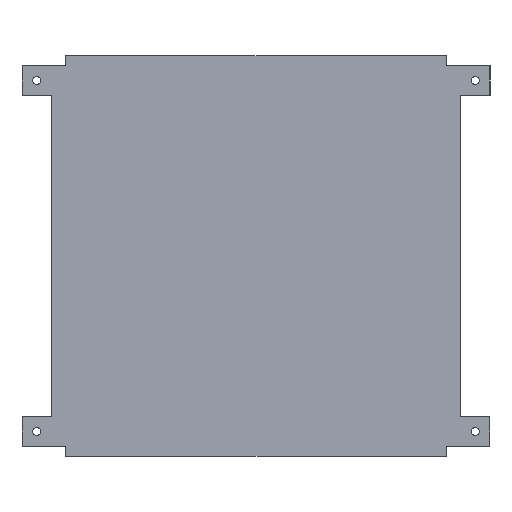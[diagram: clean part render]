
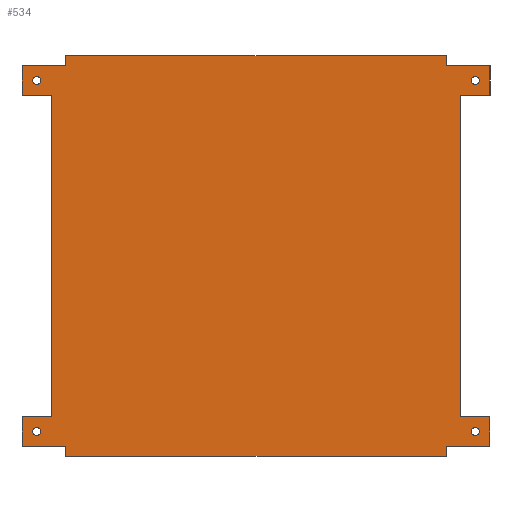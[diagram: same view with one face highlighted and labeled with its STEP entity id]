
A CAD part, left-side view. The second image highlights one B-rep face of the part: STEP entity #534.
In plain terms, the highlighted planar face has unit normal (-1, 0, 0).
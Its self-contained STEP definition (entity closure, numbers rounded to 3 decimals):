
#19=FACE_BOUND('',#101,.T.);
#20=FACE_BOUND('',#102,.T.);
#21=FACE_BOUND('',#103,.T.);
#22=FACE_BOUND('',#104,.T.);
#44=PLANE('',#582);
#70=FACE_OUTER_BOUND('',#100,.T.);
#100=EDGE_LOOP('',(#481,#482,#483,#484,#485,#486,#487,#488,#489,#490,#491,
#492,#493,#494,#495,#496,#497,#498,#499,#500));
#101=EDGE_LOOP('',(#501));
#102=EDGE_LOOP('',(#502));
#103=EDGE_LOOP('',(#503));
#104=EDGE_LOOP('',(#504));
#111=LINE('',#749,#175);
#114=LINE('',#755,#178);
#117=LINE('',#761,#181);
#120=LINE('',#767,#184);
#123=LINE('',#773,#187);
#126=LINE('',#779,#190);
#129=LINE('',#785,#193);
#132=LINE('',#791,#196);
#135=LINE('',#797,#199);
#138=LINE('',#803,#202);
#141=LINE('',#809,#205);
#144=LINE('',#815,#208);
#147=LINE('',#821,#211);
#150=LINE('',#827,#214);
#153=LINE('',#833,#217);
#156=LINE('',#839,#220);
#159=LINE('',#845,#223);
#162=LINE('',#851,#226);
#165=LINE('',#857,#229);
#168=LINE('',#861,#232);
#175=VECTOR('',#617,10.);
#178=VECTOR('',#622,10.);
#181=VECTOR('',#627,10.);
#184=VECTOR('',#632,10.);
#187=VECTOR('',#637,10.);
#190=VECTOR('',#642,10.);
#193=VECTOR('',#647,10.);
#196=VECTOR('',#652,10.);
#199=VECTOR('',#657,10.);
#202=VECTOR('',#662,10.);
#205=VECTOR('',#667,10.);
#208=VECTOR('',#672,10.);
#211=VECTOR('',#677,10.);
#214=VECTOR('',#682,10.);
#217=VECTOR('',#687,10.);
#220=VECTOR('',#692,10.);
#223=VECTOR('',#697,10.);
#226=VECTOR('',#702,10.);
#229=VECTOR('',#707,10.);
#232=VECTOR('',#712,10.);
#234=CIRCLE('',#551,2.75);
#236=CIRCLE('',#554,2.75);
#238=CIRCLE('',#557,2.75);
#240=CIRCLE('',#560,2.75);
#242=VERTEX_POINT('',#721);
#244=VERTEX_POINT('',#727);
#246=VERTEX_POINT('',#733);
#248=VERTEX_POINT('',#739);
#251=VERTEX_POINT('',#746);
#252=VERTEX_POINT('',#748);
#254=VERTEX_POINT('',#754);
#256=VERTEX_POINT('',#760);
#258=VERTEX_POINT('',#766);
#260=VERTEX_POINT('',#772);
#262=VERTEX_POINT('',#778);
#264=VERTEX_POINT('',#784);
#266=VERTEX_POINT('',#790);
#268=VERTEX_POINT('',#796);
#270=VERTEX_POINT('',#802);
#272=VERTEX_POINT('',#808);
#274=VERTEX_POINT('',#814);
#276=VERTEX_POINT('',#820);
#278=VERTEX_POINT('',#826);
#280=VERTEX_POINT('',#832);
#282=VERTEX_POINT('',#838);
#284=VERTEX_POINT('',#844);
#286=VERTEX_POINT('',#850);
#288=VERTEX_POINT('',#856);
#291=EDGE_CURVE('',#242,#242,#234,.T.);
#294=EDGE_CURVE('',#244,#244,#236,.T.);
#297=EDGE_CURVE('',#246,#246,#238,.T.);
#300=EDGE_CURVE('',#248,#248,#240,.T.);
#303=EDGE_CURVE('',#252,#251,#111,.T.);
#306=EDGE_CURVE('',#254,#252,#114,.T.);
#309=EDGE_CURVE('',#256,#254,#117,.T.);
#312=EDGE_CURVE('',#258,#256,#120,.T.);
#315=EDGE_CURVE('',#260,#258,#123,.T.);
#318=EDGE_CURVE('',#262,#260,#126,.T.);
#321=EDGE_CURVE('',#264,#262,#129,.T.);
#324=EDGE_CURVE('',#266,#264,#132,.T.);
#327=EDGE_CURVE('',#268,#266,#135,.T.);
#330=EDGE_CURVE('',#270,#268,#138,.T.);
#333=EDGE_CURVE('',#272,#270,#141,.T.);
#336=EDGE_CURVE('',#274,#272,#144,.T.);
#339=EDGE_CURVE('',#276,#274,#147,.T.);
#342=EDGE_CURVE('',#278,#276,#150,.T.);
#345=EDGE_CURVE('',#280,#278,#153,.T.);
#348=EDGE_CURVE('',#282,#280,#156,.T.);
#351=EDGE_CURVE('',#284,#282,#159,.T.);
#354=EDGE_CURVE('',#286,#284,#162,.T.);
#357=EDGE_CURVE('',#288,#286,#165,.T.);
#360=EDGE_CURVE('',#251,#288,#168,.T.);
#481=ORIENTED_EDGE('',*,*,#360,.T.);
#482=ORIENTED_EDGE('',*,*,#357,.T.);
#483=ORIENTED_EDGE('',*,*,#354,.T.);
#484=ORIENTED_EDGE('',*,*,#351,.T.);
#485=ORIENTED_EDGE('',*,*,#348,.T.);
#486=ORIENTED_EDGE('',*,*,#345,.T.);
#487=ORIENTED_EDGE('',*,*,#342,.T.);
#488=ORIENTED_EDGE('',*,*,#339,.T.);
#489=ORIENTED_EDGE('',*,*,#336,.T.);
#490=ORIENTED_EDGE('',*,*,#333,.T.);
#491=ORIENTED_EDGE('',*,*,#330,.T.);
#492=ORIENTED_EDGE('',*,*,#327,.T.);
#493=ORIENTED_EDGE('',*,*,#324,.T.);
#494=ORIENTED_EDGE('',*,*,#321,.T.);
#495=ORIENTED_EDGE('',*,*,#318,.T.);
#496=ORIENTED_EDGE('',*,*,#315,.T.);
#497=ORIENTED_EDGE('',*,*,#312,.T.);
#498=ORIENTED_EDGE('',*,*,#309,.T.);
#499=ORIENTED_EDGE('',*,*,#306,.T.);
#500=ORIENTED_EDGE('',*,*,#303,.T.);
#501=ORIENTED_EDGE('',*,*,#291,.T.);
#502=ORIENTED_EDGE('',*,*,#294,.T.);
#503=ORIENTED_EDGE('',*,*,#297,.T.);
#504=ORIENTED_EDGE('',*,*,#300,.T.);
#534=ADVANCED_FACE('',(#70,#19,#20,#21,#22),#44,.T.);
#551=AXIS2_PLACEMENT_3D('',#723,#590,#591);
#554=AXIS2_PLACEMENT_3D('',#729,#597,#598);
#557=AXIS2_PLACEMENT_3D('',#735,#604,#605);
#560=AXIS2_PLACEMENT_3D('',#741,#611,#612);
#582=AXIS2_PLACEMENT_3D('',#863,#715,#716);
#590=DIRECTION('center_axis',(1.,0.,0.));
#591=DIRECTION('ref_axis',(0.,1.,0.));
#597=DIRECTION('center_axis',(1.,0.,0.));
#598=DIRECTION('ref_axis',(0.,1.,0.));
#604=DIRECTION('center_axis',(1.,0.,0.));
#605=DIRECTION('ref_axis',(0.,1.,0.));
#611=DIRECTION('center_axis',(1.,0.,0.));
#612=DIRECTION('ref_axis',(0.,1.,0.));
#617=DIRECTION('',(0.,0.,1.));
#622=DIRECTION('',(0.,-1.,0.));
#627=DIRECTION('',(0.,0.,1.));
#632=DIRECTION('',(0.,-1.,0.));
#637=DIRECTION('',(0.,0.,-1.));
#642=DIRECTION('',(0.,-1.,0.));
#647=DIRECTION('',(0.,0.,-1.));
#652=DIRECTION('',(0.,1.,0.));
#657=DIRECTION('',(0.,0.,-1.));
#662=DIRECTION('',(0.,-1.,0.));
#667=DIRECTION('',(0.,0.,-1.));
#672=DIRECTION('',(0.,1.,0.));
#677=DIRECTION('',(0.,0.,-1.));
#682=DIRECTION('',(0.,1.,0.));
#687=DIRECTION('',(0.,0.,1.));
#692=DIRECTION('',(0.,1.,0.));
#697=DIRECTION('',(0.,0.,1.));
#702=DIRECTION('',(0.,-1.,0.));
#707=DIRECTION('',(0.,0.,1.));
#712=DIRECTION('',(0.,1.,0.));
#715=DIRECTION('center_axis',(-1.,0.,0.));
#716=DIRECTION('ref_axis',(0.,0.,1.));
#721=CARTESIAN_POINT('',(-2.,307.25,280.));
#723=CARTESIAN_POINT('Origin',(-2.,310.,280.));
#727=CARTESIAN_POINT('',(-2.,7.25,40.));
#729=CARTESIAN_POINT('Origin',(-2.,10.,40.));
#733=CARTESIAN_POINT('',(-2.,7.25,280.));
#735=CARTESIAN_POINT('Origin',(-2.,10.,280.));
#739=CARTESIAN_POINT('',(-2.,307.25,40.));
#741=CARTESIAN_POINT('Origin',(-2.,310.,40.));
#746=CARTESIAN_POINT('',(-2.,0.,50.));
#748=CARTESIAN_POINT('',(-2.,0.,30.));
#749=CARTESIAN_POINT('',(-2.,0.,50.));
#754=CARTESIAN_POINT('',(-2.,30.,30.));
#755=CARTESIAN_POINT('',(-2.,0.,30.));
#760=CARTESIAN_POINT('',(-2.,30.,23.));
#761=CARTESIAN_POINT('',(-2.,30.,30.));
#766=CARTESIAN_POINT('',(-2.,290.,23.));
#767=CARTESIAN_POINT('',(-2.,30.,23.));
#772=CARTESIAN_POINT('',(-2.,290.,30.));
#773=CARTESIAN_POINT('',(-2.,290.,30.));
#778=CARTESIAN_POINT('',(-2.,320.,30.));
#779=CARTESIAN_POINT('',(-2.,300.,30.));
#784=CARTESIAN_POINT('',(-2.,320.,50.));
#785=CARTESIAN_POINT('',(-2.,320.,50.));
#790=CARTESIAN_POINT('',(-2.,300.,50.));
#791=CARTESIAN_POINT('',(-2.,300.,50.));
#796=CARTESIAN_POINT('',(-2.,300.,270.));
#797=CARTESIAN_POINT('',(-2.,300.,20.));
#802=CARTESIAN_POINT('',(-2.,320.,270.));
#803=CARTESIAN_POINT('',(-2.,300.,270.));
#808=CARTESIAN_POINT('',(-2.,320.,290.));
#809=CARTESIAN_POINT('',(-2.,320.,270.));
#814=CARTESIAN_POINT('',(-2.,290.,290.));
#815=CARTESIAN_POINT('',(-2.,320.,290.));
#820=CARTESIAN_POINT('',(-2.,290.,297.));
#821=CARTESIAN_POINT('',(-2.,290.,290.));
#826=CARTESIAN_POINT('',(-2.,30.,297.));
#827=CARTESIAN_POINT('',(-2.,290.,297.));
#832=CARTESIAN_POINT('',(-2.,30.,290.));
#833=CARTESIAN_POINT('',(-2.,30.,290.));
#838=CARTESIAN_POINT('',(-2.,0.,290.));
#839=CARTESIAN_POINT('',(-2.,20.,290.));
#844=CARTESIAN_POINT('',(-2.,0.,270.));
#845=CARTESIAN_POINT('',(-2.,0.,270.));
#850=CARTESIAN_POINT('',(-2.,20.,270.));
#851=CARTESIAN_POINT('',(-2.,20.,270.));
#856=CARTESIAN_POINT('',(-2.,20.,50.));
#857=CARTESIAN_POINT('',(-2.,20.,20.));
#861=CARTESIAN_POINT('',(-2.,20.,50.));
#863=CARTESIAN_POINT('Origin',(-2.,160.,160.));
